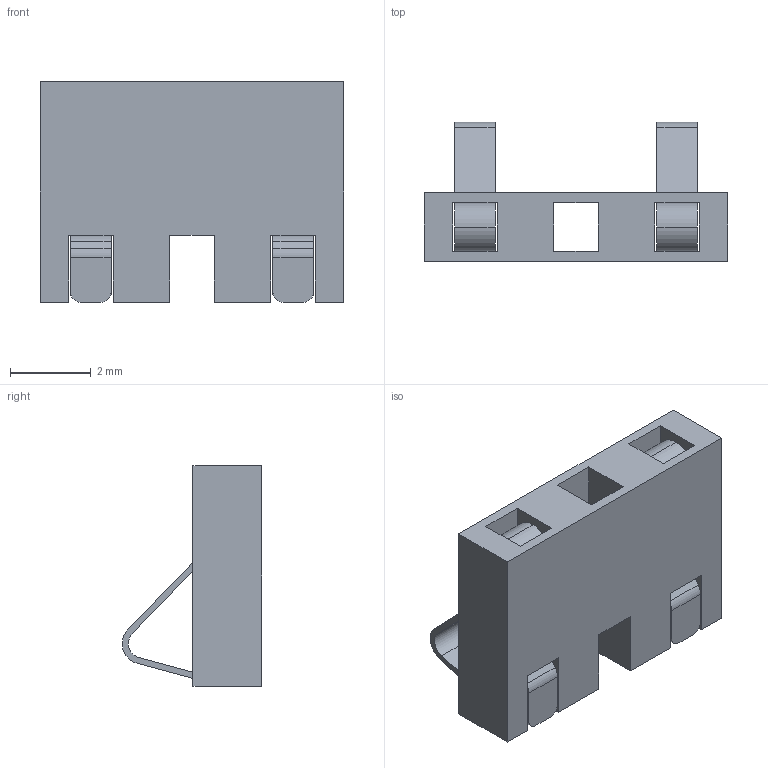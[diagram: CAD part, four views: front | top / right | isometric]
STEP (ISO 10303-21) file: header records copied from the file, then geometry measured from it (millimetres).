
FILE_DESCRIPTION (( 'STEP AP214' ), '1' );
FILE_NAME ('Battery_Connector_Contacts_[BC-35-3P]_mod.step', '2023-02-13T07:55:26+00:00', 'Stefan Hamminga', '', '', '', '');
FILE_SCHEMA (( 'AUTOMOTIVE_DESIGN' ));
Length unit declared in the file: millimetre
Products named in the file (1): Battery Connector Contacts [BC-35-3P] mod
Bounding box: 7.5 x 3.45 x 5.45 mm (x, y, z)
Volume: 47.6 mm3; surface area: 227.3 mm2
Topology: 3 solids, 3 shells, 91 faces, 264 edges, 176 vertices
Faces by surface type: plane 59, cylinder 32
Entity records: 3066 total; most frequent: CARTESIAN_POINT 532, ORIENTED_EDGE 528, DIRECTION 512, EDGE_CURVE 264, VECTOR 200, LINE 200, VERTEX_POINT 176, AXIS2_PLACEMENT_3D 156
